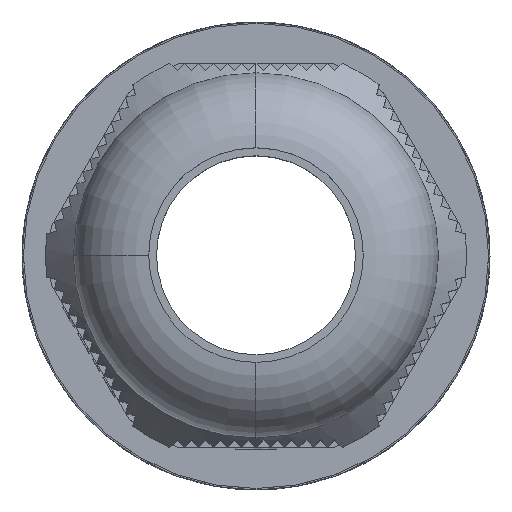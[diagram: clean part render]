
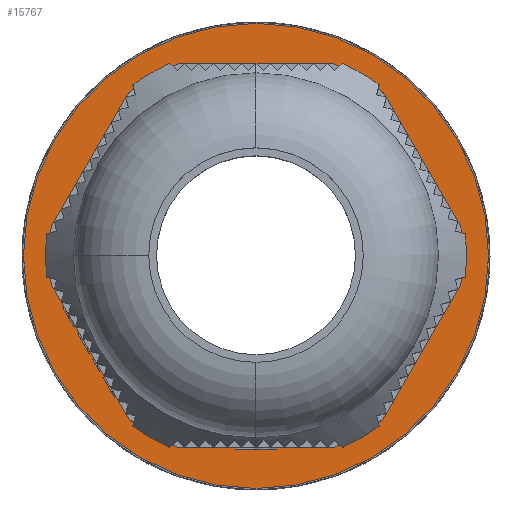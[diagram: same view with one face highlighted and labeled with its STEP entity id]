
A CAD part, top view. The second image highlights one B-rep face of the part: STEP entity #15767.
In plain terms, the highlighted planar face has unit normal (0, 0, 1).
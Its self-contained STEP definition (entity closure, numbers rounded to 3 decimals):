
#765 = CARTESIAN_POINT ( 'NONE',  ( -519.161, 2059.957, -44.237 ) ) ;
#846 = CARTESIAN_POINT ( 'NONE',  ( -535.411, 2059.957, -44.237 ) ) ;
#2401 = EDGE_LOOP ( 'NONE', ( #31347, #24548 ) ) ;
#3317 = VERTEX_POINT ( 'NONE', #765 ) ;
#4377 = DIRECTION ( 'NONE',  ( 0., 0., -1. ) ) ;
#4402 = ORIENTED_EDGE ( 'NONE', *, *, #17425, .T. ) ;
#6018 = DIRECTION ( 'NONE',  ( 0., 0., -1. ) ) ;
#6510 = FACE_BOUND ( 'NONE', #48350, .T. ) ;
#7617 = CARTESIAN_POINT ( 'NONE',  ( -551.661, 2059.957, -44.237 ) ) ;
#8383 = AXIS2_PLACEMENT_3D ( 'NONE', #9202, #51098, #14051 ) ;
#8544 = EDGE_CURVE ( 'NONE', #3317, #10664, #28168, .T. ) ;
#9202 = CARTESIAN_POINT ( 'NONE',  ( -535.411, 2059.957, -44.237 ) ) ;
#10664 = VERTEX_POINT ( 'NONE', #7617 ) ;
#11399 = CARTESIAN_POINT ( 'NONE',  ( -535.411, 2059.957, -44.237 ) ) ;
#12279 = CARTESIAN_POINT ( 'NONE',  ( -535.411, 2059.957, -44.237 ) ) ;
#13481 = AXIS2_PLACEMENT_3D ( 'NONE', #23020, #27593, #47351 ) ;
#14051 = DIRECTION ( 'NONE',  ( 1., 0., 0. ) ) ;
#15767 = ADVANCED_FACE ( 'NONE', ( #6510, #44342 ), #48154, .T. ) ;
#16609 = DIRECTION ( 'NONE',  ( 0., 0., -1. ) ) ;
#17362 = CARTESIAN_POINT ( 'NONE',  ( -546.661, 2059.957, -44.237 ) ) ;
#17425 = EDGE_CURVE ( 'NONE', #31994, #23108, #22168, .T. ) ;
#19019 = EDGE_CURVE ( 'NONE', #10664, #3317, #49848, .T. ) ;
#21289 = AXIS2_PLACEMENT_3D ( 'NONE', #846, #4377, #24686 ) ;
#22168 = CIRCLE ( 'NONE', #21289, 11.25 ) ;
#22225 = EDGE_CURVE ( 'NONE', #23108, #31994, #36304, .T. ) ;
#23020 = CARTESIAN_POINT ( 'NONE',  ( -535.411, 2059.957, -44.237 ) ) ;
#23108 = VERTEX_POINT ( 'NONE', #29257 ) ;
#24548 = ORIENTED_EDGE ( 'NONE', *, *, #19019, .F. ) ;
#24686 = DIRECTION ( 'NONE',  ( 1., 0., 0. ) ) ;
#27593 = DIRECTION ( 'NONE',  ( 0., 0., 1. ) ) ;
#28168 = CIRCLE ( 'NONE', #45476, 16.25 ) ;
#29257 = CARTESIAN_POINT ( 'NONE',  ( -524.161, 2059.957, -44.237 ) ) ;
#31347 = ORIENTED_EDGE ( 'NONE', *, *, #8544, .F. ) ;
#31994 = VERTEX_POINT ( 'NONE', #17362 ) ;
#36304 = CIRCLE ( 'NONE', #43178, 11.25 ) ;
#37672 = ORIENTED_EDGE ( 'NONE', *, *, #22225, .T. ) ;
#43178 = AXIS2_PLACEMENT_3D ( 'NONE', #12279, #16609, #44993 ) ;
#44342 = FACE_OUTER_BOUND ( 'NONE', #2401, .T. ) ;
#44993 = DIRECTION ( 'NONE',  ( 1., 0., 0. ) ) ;
#45476 = AXIS2_PLACEMENT_3D ( 'NONE', #11399, #6018, #51457 ) ;
#47351 = DIRECTION ( 'NONE',  ( 1., 0., 0. ) ) ;
#48154 = PLANE ( 'NONE',  #13481 ) ;
#48350 = EDGE_LOOP ( 'NONE', ( #37672, #4402 ) ) ;
#49848 = CIRCLE ( 'NONE', #8383, 16.25 ) ;
#51098 = DIRECTION ( 'NONE',  ( 0., 0., -1. ) ) ;
#51457 = DIRECTION ( 'NONE',  ( 1., 0., 0. ) ) ;
